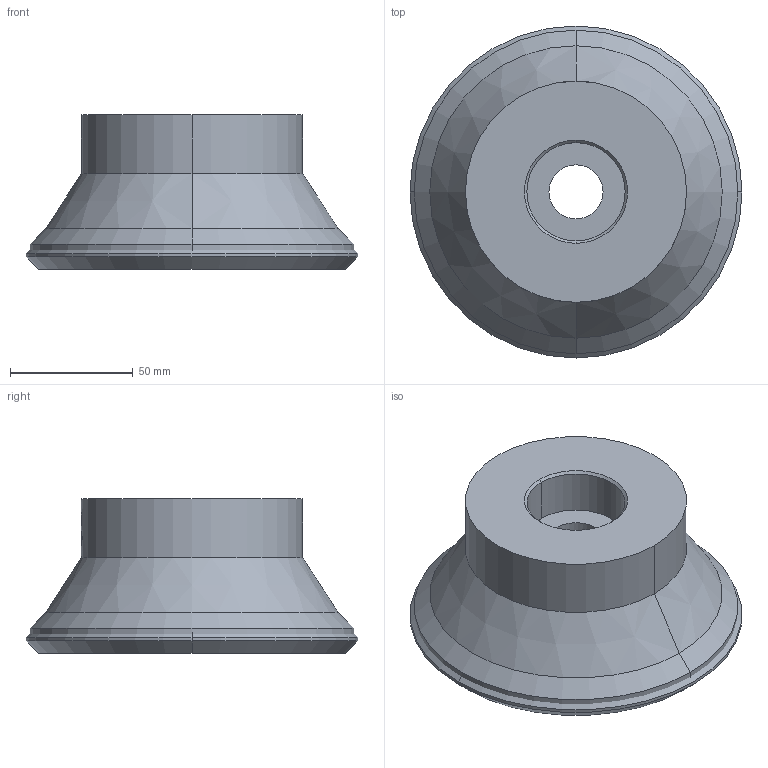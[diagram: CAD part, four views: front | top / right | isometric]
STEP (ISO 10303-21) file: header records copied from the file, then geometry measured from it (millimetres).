
FILE_DESCRIPTION(('no description'),'unknown implementation level');
FILE_NAME('solidNZJ8phvV_z51aZSsIvREyMGWJIc_1.STP',' ',('CIMSOURCE GmbH'),('CADClick - KiM GmbH - www.kimweb.de'),'unknown preprocess','ACIS','unknown authorization');
FILE_SCHEMA(('automotive_design'));
Length unit declared in the file: millimetre
Products named in the file (2): 1; 2
Bounding box: 135.13 x 135.13 x 63 mm (x, y, z)
Volume: 382720.9 mm3; surface area: 59977.3 mm2
Topology: 2 solids, 2 shells, 54 faces, 121 edges, 74 vertices
Faces by surface type: cylinder 22, cone 20, plane 12
Entity records: 3326 total; most frequent: CARTESIAN_POINT 634, DIRECTION 279, STYLED_ITEM 251, PRESENTATION_STYLE_ASSIGNMENT 251, COLOUR_RGB 251, ORIENTED_EDGE 242, EDGE_CURVE 121, CURVE_STYLE 121
